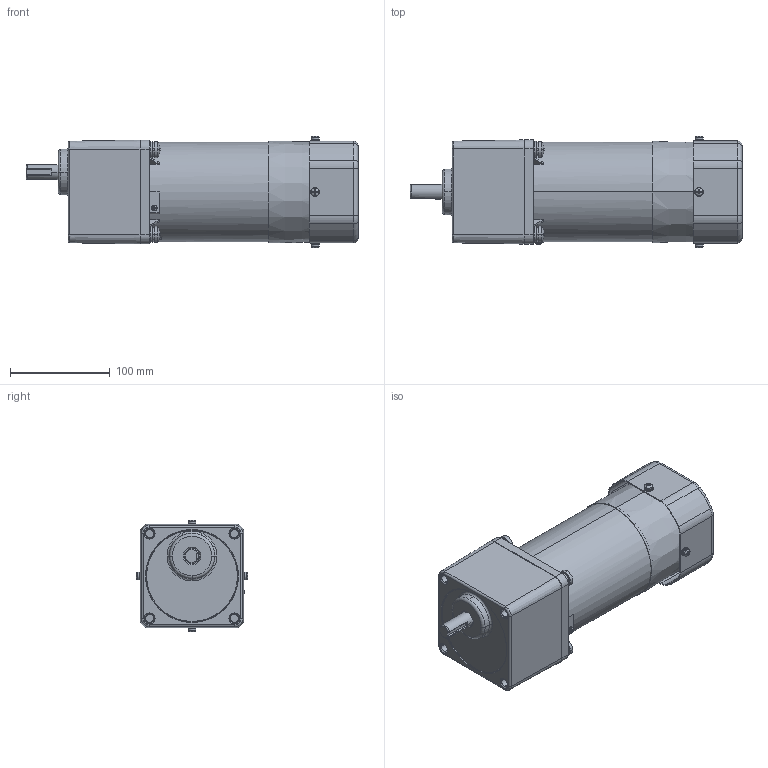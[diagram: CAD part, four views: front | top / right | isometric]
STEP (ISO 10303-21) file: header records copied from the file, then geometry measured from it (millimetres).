
FILE_DESCRIPTION (( 'STEP AP203' ), '1' );
FILE_NAME ('6RK120GU-CMF(6GU3K-200K).STEP', '2020-04-11T00:22:45', ( 'Windows 蚚誧' ), ( '' ), 'SwSTEP 2.0', 'SolidWorks 2019', '' );
FILE_SCHEMA (( 'CONFIG_CONTROL_DESIGN' ));
Length unit declared in the file: millimetre
Products named in the file (7): 100FZ; 6RK120A-CMF; 6GU3K-200K; 6RK120GU-CMF(6GU3K-200K); 100GJK; M3; 100SCZ
Assembly tree (6 placements, depth 3):
  6RK120GU-CMF(6GU3K-200K)
    6RK120A-CMF
      100GJK
      M3
      100SCZ
      100FZ
    6GU3K-200K
Bounding box: 332 x 111.91 x 111.91 mm (x, y, z)
Volume: 2271835.5 mm3; surface area: 226643.3 mm2
Topology: 29 solids, 29 shells, 902 faces, 2310 edges, 1490 vertices
Faces by surface type: cylinder 400, plane 328, cone 101, torus 49, sphere 22, bspline 2
Entity records: 29372 total; most frequent: CARTESIAN_POINT 5883, DIRECTION 5181, ORIENTED_EDGE 4600, EDGE_CURVE 2300, AXIS2_PLACEMENT_3D 2092, VERTEX_POINT 1486, CIRCLE 1182, EDGE_LOOP 998
